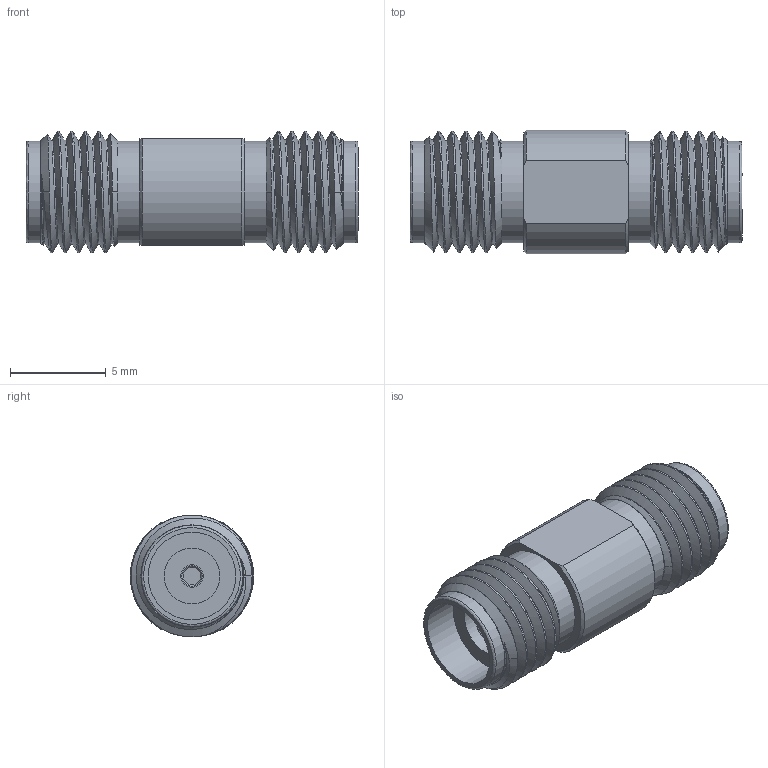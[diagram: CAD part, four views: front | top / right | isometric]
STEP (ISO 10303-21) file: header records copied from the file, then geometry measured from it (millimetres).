
FILE_DESCRIPTION (( 'STEP AP203' ), '1' );
FILE_NAME ('PE91510.step', '2020-03-26T16:39:34', ( '' ), ( '' ), 'SwSTEP 2.0', 'SolidWorks 2018', '' );
FILE_SCHEMA (( 'CONFIG_CONTROL_DESIGN' ));
Length unit declared in the file: inch
Products named in the file (1): PE91510
Bounding box: 17.32 x 6.45 x 6.35 mm (x, y, z)
Volume: 372.5 mm3; surface area: 619.5 mm2
Topology: 1 solids, 1 shells, 92 faces, 234 edges, 156 vertices
Faces by surface type: plane 48, cone 20, cylinder 16, bspline 8
Full cylindrical faces by diameter (mm): 0.914 x2, 1.168 x2, 2.92 x2, 4.572 x2, 5.3 x4
Entity records: 4713 total; most frequent: CARTESIAN_POINT 2575, ORIENTED_EDGE 424, DIRECTION 410, EDGE_CURVE 212, AXIS2_PLACEMENT_3D 167, VERTEX_POINT 150, EDGE_LOOP 120, FACE_OUTER_BOUND 106
